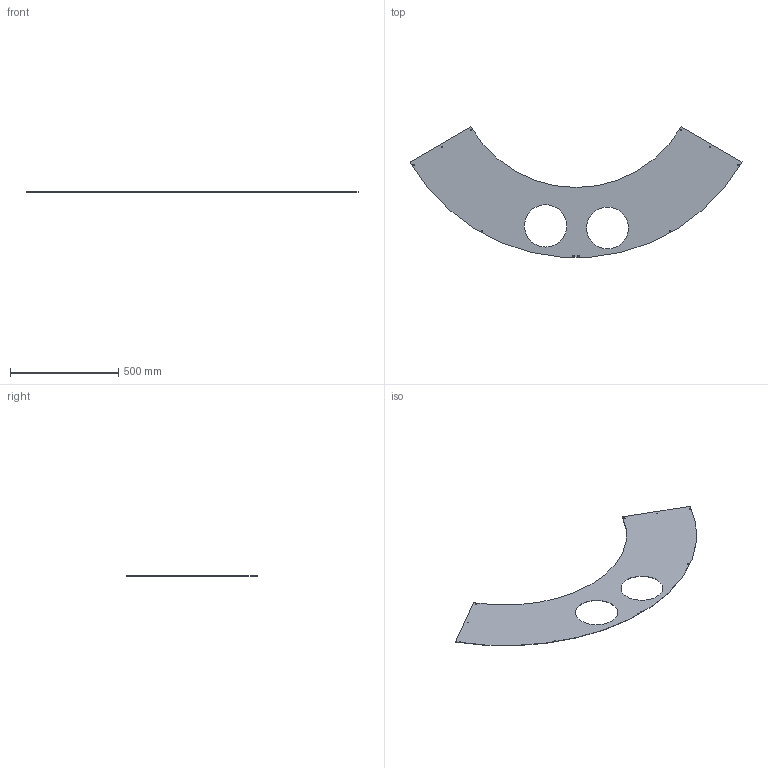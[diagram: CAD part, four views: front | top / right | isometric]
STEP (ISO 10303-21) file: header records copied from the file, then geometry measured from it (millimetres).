
FILE_DESCRIPTION (( 'STEP AP214' ), '1' );
FILE_NAME ('D1101502-v2.STEP', '2013-02-22T17:30:45', ( 'ligo' ), ( 'Microsoft' ), 'SwSTEP 2.0', 'SolidWorks 2013', '' );
FILE_SCHEMA (( 'AUTOMOTIVE_DESIGN' ));
Length unit declared in the file: inch
Products named in the file (1): D1101502-v2
Bounding box: 1533.04 x 601.59 x 1.47 mm (x, y, z)
Volume: 635624.6 mm3; surface area: 870390.9 mm2
Topology: 1 solids, 1 shells, 30 faces, 84 edges, 56 vertices
Faces by surface type: cylinder 26, plane 4
Entity records: 1088 total; most frequent: DIRECTION 198, CARTESIAN_POINT 171, ORIENTED_EDGE 168, EDGE_CURVE 84, AXIS2_PLACEMENT_3D 83, VERTEX_POINT 56, EDGE_LOOP 54, CIRCLE 52
